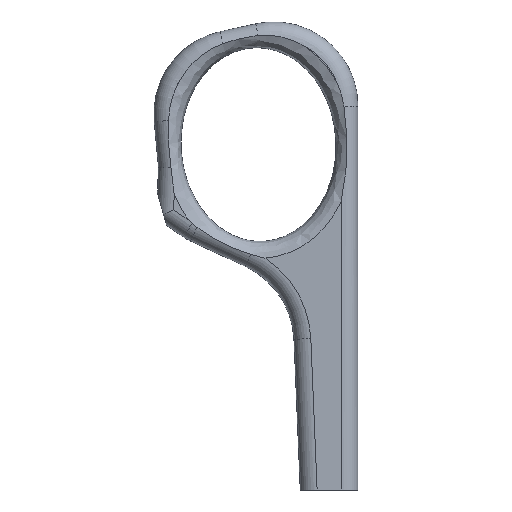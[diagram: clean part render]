
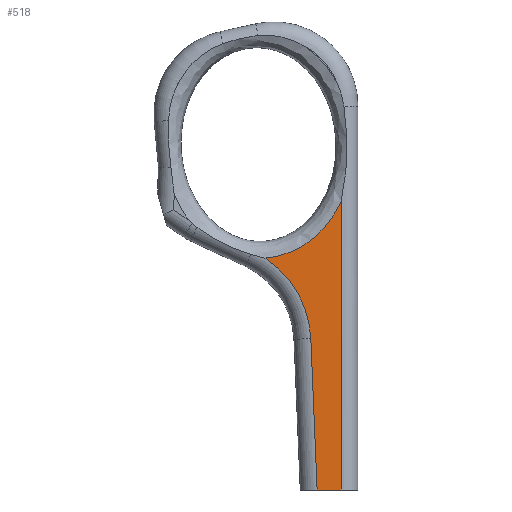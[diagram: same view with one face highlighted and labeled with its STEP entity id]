
A CAD part, front view. The second image highlights one B-rep face of the part: STEP entity #518.
In plain terms, the highlighted planar face has unit normal (0, -1, 0).
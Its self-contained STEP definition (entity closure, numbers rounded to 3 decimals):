
#18=PLANE($,#559);
#42=LINE($,#1103,#76);
#43=LINE($,#1105,#77);
#44=LINE($,#1106,#78);
#76=VECTOR($,#636,17.986);
#77=VECTOR($,#637,2.848);
#78=VECTOR($,#638,34.256);
#125=FACE_OUTER_BOUND($,#155,.T.);
#155=EDGE_LOOP($,(#390,#391,#392,#393,#394));
#188=CIRCLE($,#560,12.);
#218=B_SPLINE_CURVE_WITH_KNOTS($,3,(#1041,#1042,#1043,#1044,#1045,#1046),
 .UNSPECIFIED.,.F.,.F.,(4,1,1,4),(-6.267,-6.134,-5.834,
-5.311),.UNSPECIFIED.);
#237=VERTEX_POINT($,#1033);
#238=VERTEX_POINT($,#1040);
#243=VERTEX_POINT($,#1100);
#244=VERTEX_POINT($,#1102);
#245=VERTEX_POINT($,#1104);
#288=EDGE_CURVE($,#237,#238,#218,.T.);
#299=EDGE_CURVE($,#243,#237,#188,.T.);
#300=EDGE_CURVE($,#244,#243,#42,.T.);
#301=EDGE_CURVE($,#245,#244,#43,.T.);
#302=EDGE_CURVE($,#238,#245,#44,.T.);
#390=ORIENTED_EDGE($,*,*,#288,.F.);
#391=ORIENTED_EDGE($,*,*,#299,.F.);
#392=ORIENTED_EDGE($,*,*,#300,.F.);
#393=ORIENTED_EDGE($,*,*,#301,.F.);
#394=ORIENTED_EDGE($,*,*,#302,.F.);
#518=ADVANCED_FACE($,(#125),#18,.F.);
#559=AXIS2_PLACEMENT_3D($,#1099,#632,#633);
#560=AXIS2_PLACEMENT_3D($,#1101,#634,#635);
#632=DIRECTION('center_axis',(0.,1.,0.));
#633=DIRECTION('ref_axis',(0.,0.,1.));
#634=DIRECTION('center_axis',(0.,-1.,0.));
#635=DIRECTION('ref_axis',(0.831,0.,0.556));
#636=DIRECTION($,(-0.042,0.,0.999));
#637=DIRECTION($,(-1.,0.,0.));
#638=DIRECTION($,(0.,0.,-1.));
#1033=CARTESIAN_POINT('',(-11.034,0.,27.522));
#1040=CARTESIAN_POINT('',(-2.,0.,34.256));
#1041=CARTESIAN_POINT('Ctrl Pts',(-11.034,0.,
27.523));
#1042=CARTESIAN_POINT('Ctrl Pts',(-10.486,0.,
27.557));
#1043=CARTESIAN_POINT('Ctrl Pts',(-8.714,0.,
27.825));
#1044=CARTESIAN_POINT('Ctrl Pts',(-5.061,0.,
29.527));
#1045=CARTESIAN_POINT('Ctrl Pts',(-2.914,0.,
32.293));
#1046=CARTESIAN_POINT('Ctrl Pts',(-2.001,0.,
34.256));
#1099=CARTESIAN_POINT('Origin',(-22.977,0.,33.95));
#1100=CARTESIAN_POINT('',(-5.598,0.,17.97));
#1101=CARTESIAN_POINT('Origin',(-17.587,0.,17.47));
#1102=CARTESIAN_POINT('',(-4.848,0.,0.));
#1103=CARTESIAN_POINT($,(-5.572,0.,17.364));
#1104=CARTESIAN_POINT('',(-2.,0.,0.));
#1105=CARTESIAN_POINT($,(0.,0.,0.));
#1106=CARTESIAN_POINT($,(-2.,0.,39.755));
